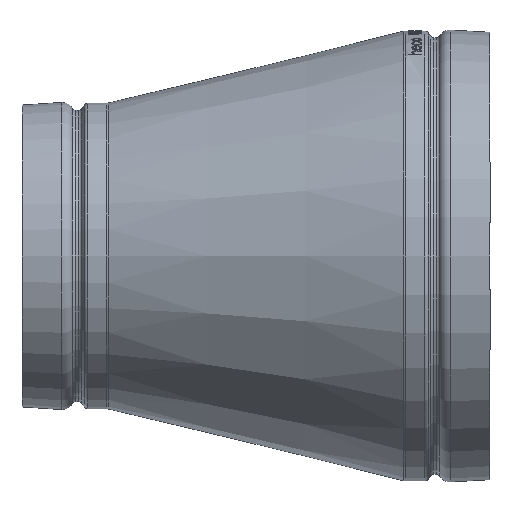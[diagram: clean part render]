
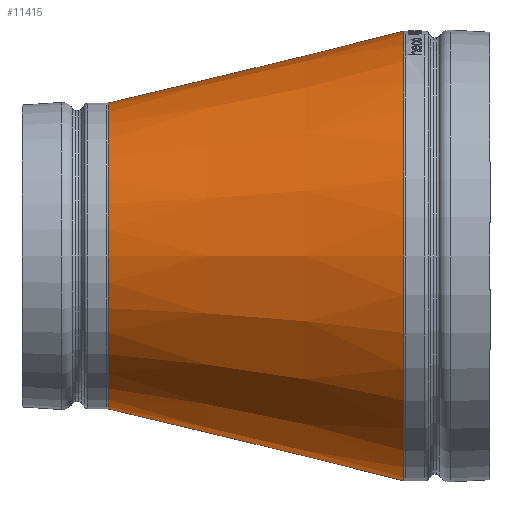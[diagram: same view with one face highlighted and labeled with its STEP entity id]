
A CAD part, left-side view. The second image highlights one B-rep face of the part: STEP entity #11415.
In plain terms, the highlighted conical face has half-angle 13.665 degrees and reference radius 70.644 mm.
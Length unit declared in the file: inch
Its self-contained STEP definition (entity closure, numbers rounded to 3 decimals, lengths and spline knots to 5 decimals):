
#55 = DIRECTION ( 'NONE',  ( 0., -1., 0. ) ) ;
#102 = VERTEX_POINT ( 'NONE', #4586 ) ;
#827 = DIRECTION ( 'NONE',  ( 1., 0., 0. ) ) ;
#910 = AXIS2_PLACEMENT_3D ( 'NONE', #2075, #13735, #9161 ) ;
#1034 = CARTESIAN_POINT ( 'NONE',  ( -3.30967, 1.27164, 0. ) ) ;
#1479 = ORIENTED_EDGE ( 'NONE', *, *, #13257, .T. ) ;
#1932 = FACE_OUTER_BOUND ( 'NONE', #8325, .T. ) ;
#2075 = CARTESIAN_POINT ( 'NONE',  ( 0., 1.27164, 0. ) ) ;
#4295 = ORIENTED_EDGE ( 'NONE', *, *, #6474, .T. ) ;
#4586 = CARTESIAN_POINT ( 'NONE',  ( 2.25283, 5.61836, 0. ) ) ;
#6474 = EDGE_CURVE ( 'NONE', #102, #102, #11633, .T. ) ;
#7296 = CARTESIAN_POINT ( 'NONE',  ( 0., 5.61836, 0. ) ) ;
#8325 = EDGE_LOOP ( 'NONE', ( #1479 ) ) ;
#8532 = CIRCLE ( 'NONE', #910, 3.30967 ) ;
#8601 = FACE_BOUND ( 'NONE', #13085, .T. ) ;
#9161 = DIRECTION ( 'NONE',  ( -1., 0., 0. ) ) ;
#9504 = CONICAL_SURFACE ( 'NONE', #11945, 2.78125, 0.239 ) ;
#11415 = ADVANCED_FACE ( 'NONE', ( #8601, #1932 ), #9504, .T. ) ;
#11476 = VERTEX_POINT ( 'NONE', #1034 ) ;
#11496 = DIRECTION ( 'NONE',  ( -1., 0., 0. ) ) ;
#11633 = CIRCLE ( 'NONE', #14831, 2.25283 ) ;
#11945 = AXIS2_PLACEMENT_3D ( 'NONE', #13694, #55, #11496 ) ;
#13085 = EDGE_LOOP ( 'NONE', ( #4295 ) ) ;
#13257 = EDGE_CURVE ( 'NONE', #11476, #11476, #8532, .T. ) ;
#13586 = DIRECTION ( 'NONE',  ( 0., -1., 0. ) ) ;
#13694 = CARTESIAN_POINT ( 'NONE',  ( 0., 3.445, 0. ) ) ;
#13735 = DIRECTION ( 'NONE',  ( 0., 1., 0. ) ) ;
#14831 = AXIS2_PLACEMENT_3D ( 'NONE', #7296, #13586, #827 ) ;
